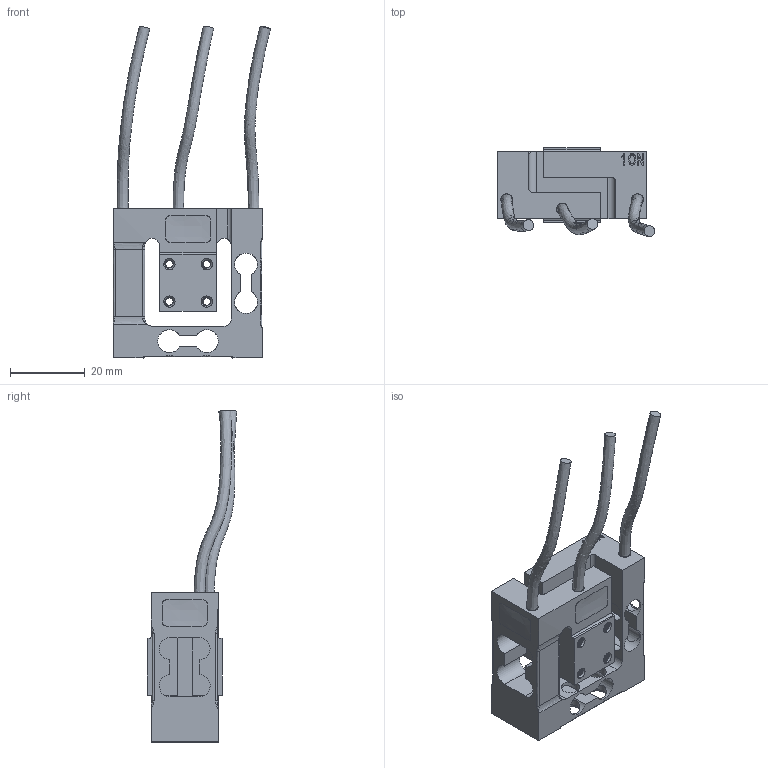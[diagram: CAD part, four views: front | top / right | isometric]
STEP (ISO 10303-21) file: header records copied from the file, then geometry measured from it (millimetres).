
FILE_DESCRIPTION (( 'STEP AP214' ), '1' );
FILE_NAME ('TAF110-10N.STEP', '2025-07-23T06:29:30', ( '' ), ( '' ), 'SwSTEP 2.0', 'SolidWorks 2023', '' );
FILE_SCHEMA (( 'AUTOMOTIVE_DESIGN' ));
Length unit declared in the file: millimetre
Products named in the file (1): TAF110-10N
Bounding box: 42.1 x 23.9 x 88.83 mm (x, y, z)
Volume: 18268.7 mm3; surface area: 12200.4 mm2
Topology: 1 solids, 4 shells, 262 faces, 795 edges, 527 vertices
Faces by surface type: bspline 96, plane 84, cylinder 66, cone 16
Full cylindrical faces by diameter (mm): 2.9 x3, 3.2 x3, 5 x16
Entity records: 50976 total; most frequent: CARTESIAN_POINT 45281, ORIENTED_EDGE 1390, DIRECTION 755, EDGE_CURVE 695, VERTEX_POINT 496, EDGE_LOOP 367, B_SPLINE_CURVE_WITH_KNOTS 327, FACE_OUTER_BOUND 295
